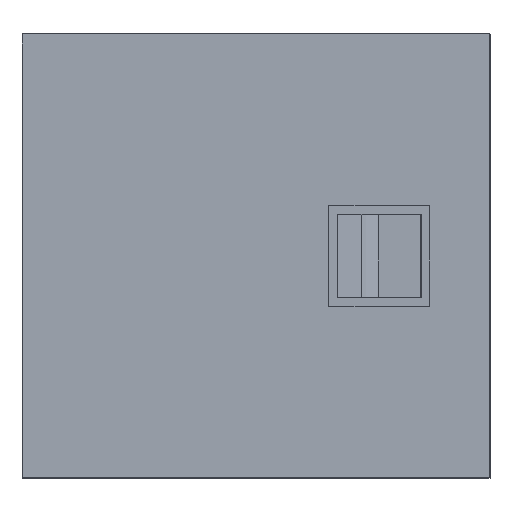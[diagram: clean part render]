
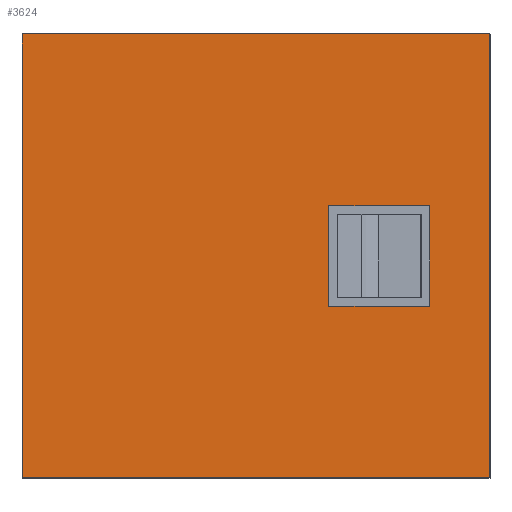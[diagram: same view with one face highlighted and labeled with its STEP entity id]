
A CAD part, top view. The second image highlights one B-rep face of the part: STEP entity #3624.
In plain terms, the highlighted planar face has unit normal (0, 0, 1).
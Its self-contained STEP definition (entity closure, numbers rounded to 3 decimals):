
#1153=DIRECTION('',(0.,-1.,0.));
#1154=VECTOR('',#1153,244.);
#1155=CARTESIAN_POINT('',(-24.8,234.,93.));
#1156=LINE('',#1155,#1154);
#1157=DIRECTION('',(-1.,0.,0.));
#1158=VECTOR('',#1157,256.8);
#1159=CARTESIAN_POINT('',(232.,234.,93.));
#1160=LINE('',#1159,#1158);
#1161=DIRECTION('',(0.,1.,0.));
#1162=VECTOR('',#1161,244.);
#1163=CARTESIAN_POINT('',(232.,-10.,93.));
#1164=LINE('',#1163,#1162);
#1165=DIRECTION('',(1.,0.,0.));
#1166=VECTOR('',#1165,256.8);
#1167=CARTESIAN_POINT('',(-24.8,-10.,93.));
#1168=LINE('',#1167,#1166);
#1169=DIRECTION('',(-1.,0.,0.));
#1170=VECTOR('',#1169,55.38);
#1171=CARTESIAN_POINT('',(199.19,139.69,93.));
#1172=LINE('',#1171,#1170);
#1173=DIRECTION('',(0.,-1.,0.));
#1174=VECTOR('',#1173,55.38);
#1175=CARTESIAN_POINT('',(143.81,139.69,93.));
#1176=LINE('',#1175,#1174);
#1177=DIRECTION('',(1.,0.,0.));
#1178=VECTOR('',#1177,55.38);
#1179=CARTESIAN_POINT('',(143.81,84.31,93.));
#1180=LINE('',#1179,#1178);
#1181=DIRECTION('',(0.,1.,0.));
#1182=VECTOR('',#1181,55.38);
#1183=CARTESIAN_POINT('',(199.19,84.31,93.));
#1184=LINE('',#1183,#1182);
#1455=CARTESIAN_POINT('',(199.19,139.69,93.));
#1456=CARTESIAN_POINT('',(143.81,139.69,93.));
#1457=VERTEX_POINT('',#1455);
#1458=VERTEX_POINT('',#1456);
#1459=CARTESIAN_POINT('',(143.81,84.31,93.));
#1460=VERTEX_POINT('',#1459);
#1461=CARTESIAN_POINT('',(199.19,84.31,93.));
#1462=VERTEX_POINT('',#1461);
#1623=CARTESIAN_POINT('',(-24.8,234.,93.));
#1624=CARTESIAN_POINT('',(-24.8,-10.,93.));
#1625=VERTEX_POINT('',#1623);
#1626=VERTEX_POINT('',#1624);
#1627=CARTESIAN_POINT('',(232.,-10.,93.));
#1628=VERTEX_POINT('',#1627);
#1629=CARTESIAN_POINT('',(232.,234.,93.));
#1630=VERTEX_POINT('',#1629);
#3602=CARTESIAN_POINT('',(0.,0.,93.));
#3603=DIRECTION('',(0.,0.,1.));
#3604=DIRECTION('',(1.,0.,0.));
#3605=AXIS2_PLACEMENT_3D('',#3602,#3603,#3604);
#3606=PLANE('',#3605);
#3607=ORIENTED_EDGE('',*,*,#3546,.F.);
#3609=ORIENTED_EDGE('',*,*,#3608,.F.);
#3610=ORIENTED_EDGE('',*,*,#3595,.F.);
#3611=ORIENTED_EDGE('',*,*,#3583,.F.);
#3612=EDGE_LOOP('',(#3607,#3609,#3610,#3611));
#3613=FACE_OUTER_BOUND('',#3612,.F.);
#3615=ORIENTED_EDGE('',*,*,#3614,.T.);
#3617=ORIENTED_EDGE('',*,*,#3616,.T.);
#3619=ORIENTED_EDGE('',*,*,#3618,.T.);
#3621=ORIENTED_EDGE('',*,*,#3620,.T.);
#3622=EDGE_LOOP('',(#3615,#3617,#3619,#3621));
#3623=FACE_BOUND('',#3622,.F.);
#3624=ADVANCED_FACE('',(#3613,#3623),#3606,.T.);
#3546=EDGE_CURVE('',#1625,#1626,#1156,.T.);
#3583=EDGE_CURVE('',#1626,#1628,#1168,.T.);
#3595=EDGE_CURVE('',#1628,#1630,#1164,.T.);
#3608=EDGE_CURVE('',#1630,#1625,#1160,.T.);
#3614=EDGE_CURVE('',#1457,#1458,#1172,.T.);
#3616=EDGE_CURVE('',#1458,#1460,#1176,.T.);
#3618=EDGE_CURVE('',#1460,#1462,#1180,.T.);
#3620=EDGE_CURVE('',#1462,#1457,#1184,.T.);
